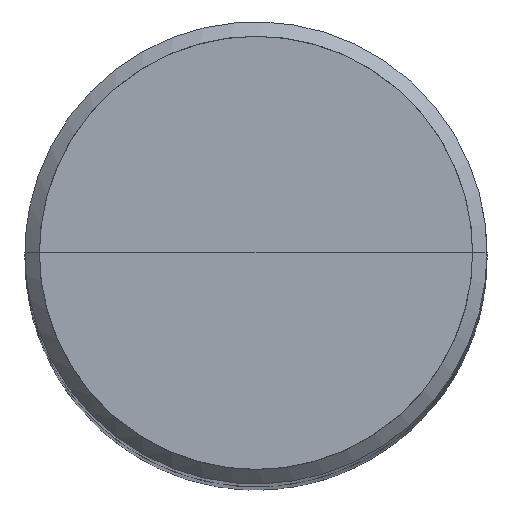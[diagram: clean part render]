
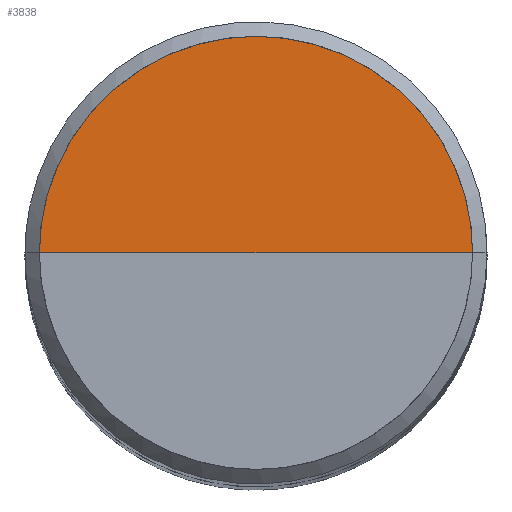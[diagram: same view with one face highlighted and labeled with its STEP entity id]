
A CAD part, top view. The second image highlights one B-rep face of the part: STEP entity #3838.
In plain terms, the highlighted free-form (B-spline) face has degree [1, 2] with [2, 5] control points.
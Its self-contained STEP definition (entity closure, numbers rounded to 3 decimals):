
#3530=CARTESIAN_POINT('',(7.5,0.0,51.8));
#3531=CARTESIAN_POINT('',(7.5,7.5,51.8));
#3532=CARTESIAN_POINT('',(0.0,7.5,51.8));
#3533=CARTESIAN_POINT('',(-7.5,7.5,51.8));
#3534=CARTESIAN_POINT('',(-7.5,0.0,51.8));
#3535=CARTESIAN_POINT('',(0.0,0.0,51.8));
#3823=(
BOUNDED_SURFACE()
B_SPLINE_SURFACE(1,2,(
(#3530,#3531,#3532,#3533,#3534),
(#3535,#3535,#3535,#3535,#3535)
), .UNSPECIFIED.,.F.,.F.,.F.)
B_SPLINE_SURFACE_WITH_KNOTS((2,2),(3,2,3),(
0.0,1.0),(
0.0,0.5,1.0), .UNSPECIFIED.)
GEOMETRIC_REPRESENTATION_ITEM()
RATIONAL_B_SPLINE_SURFACE(((1.0,0.707,1.0,0.707,1.0),
(1.0,0.707,1.0,0.707,1.0)
))
REPRESENTATION_ITEM('')
SURFACE()
);
#3824=(
BOUNDED_CURVE()
B_SPLINE_CURVE(1,(#3535,#3530),.UNSPECIFIED.,.F.,.F.)
B_SPLINE_CURVE_WITH_KNOTS((2,2),
(0.0,1.0),.UNSPECIFIED.)
CURVE()
GEOMETRIC_REPRESENTATION_ITEM()
RATIONAL_B_SPLINE_CURVE((1.0,1.0))
REPRESENTATION_ITEM('')
);
#3825=(
BOUNDED_CURVE()
B_SPLINE_CURVE(2,(#3530,#3531,#3532,#3533,#3534),.UNSPECIFIED.,.F.,.F.)
B_SPLINE_CURVE_WITH_KNOTS((3,2,3),
(0.0,0.5,1.0),.UNSPECIFIED.)
CURVE()
GEOMETRIC_REPRESENTATION_ITEM()
RATIONAL_B_SPLINE_CURVE((1.0,0.707,1.0,0.707,1.0))
REPRESENTATION_ITEM('')
);
#3826=(
BOUNDED_CURVE()
B_SPLINE_CURVE(1,(#3534,#3535),.UNSPECIFIED.,.F.,.F.)
B_SPLINE_CURVE_WITH_KNOTS((2,2),
(0.0,1.0),.UNSPECIFIED.)
CURVE()
GEOMETRIC_REPRESENTATION_ITEM()
RATIONAL_B_SPLINE_CURVE((1.0,1.0))
REPRESENTATION_ITEM('')
);
#3827=VERTEX_POINT('',#3530);
#3828=VERTEX_POINT('',#3534);
#3829=VERTEX_POINT('',#3535);
#3830=EDGE_CURVE('',#3829,#3827,#3824,.T.);
#3831=EDGE_CURVE('',#3827,#3828,#3825,.T.);
#3832=EDGE_CURVE('',#3828,#3829,#3826,.T.);
#3833=ORIENTED_EDGE('',*,*,#3830,.T.);
#3834=ORIENTED_EDGE('',*,*,#3831,.T.);
#3835=ORIENTED_EDGE('',*,*,#3832,.T.);
#3836=EDGE_LOOP('',(#3833,#3834,#3835));
#3837=FACE_OUTER_BOUND('',#3836,.T.);
#3838=ADVANCED_FACE('',(#3837),#3823,.T.);
